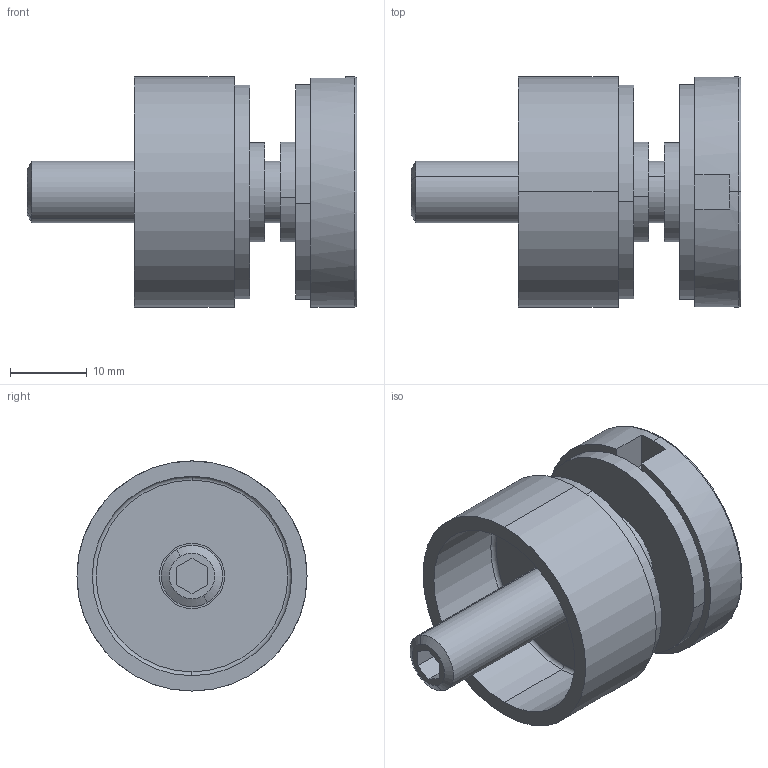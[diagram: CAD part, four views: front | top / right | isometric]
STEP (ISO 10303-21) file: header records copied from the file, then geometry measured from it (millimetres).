
FILE_DESCRIPTION (( 'STEP AP203' ), '1' );
FILE_NAME ('A_0746-000.STEP', '2022-12-19T07:57:26', ( '' ), ( '' ), 'SwSTEP 2.0', 'SolidWorks 2019', '' );
FILE_SCHEMA (( 'CONFIG_CONTROL_DESIGN' ));
Length unit declared in the file: millimetre
Products named in the file (5): A_0746-000.P3; A_0746-000.P2; Skrutka DIN 913_SKRUTKA M 8X40; A_0746-000.P1; A_0746-000
Assembly tree (5 placements, depth 2):
  A_0746-000
    A_0746-000.P1
    A_0746-000.P2
    A_0746-000.P3  x2
    Skrutka DIN 913_SKRUTKA M 8X40
Bounding box: 43 x 30 x 30 mm (x, y, z)
Volume: 11821.1 mm3; surface area: 10020.7 mm2
Topology: 5 solids, 5 shells, 64 faces, 134 edges, 85 vertices
Faces by surface type: cylinder 28, plane 26, cone 6, torus 4
Entity records: 2037 total; most frequent: DIRECTION 298, CARTESIAN_POINT 250, ORIENTED_EDGE 228, AXIS2_PLACEMENT_3D 121, EDGE_CURVE 114, VERTEX_POINT 73, EDGE_LOOP 65, CIRCLE 58
